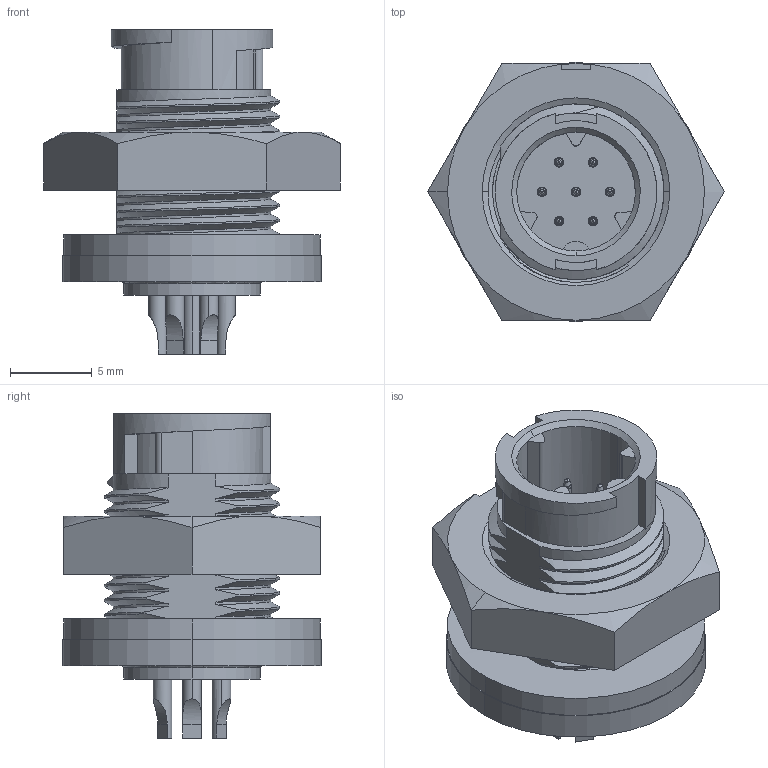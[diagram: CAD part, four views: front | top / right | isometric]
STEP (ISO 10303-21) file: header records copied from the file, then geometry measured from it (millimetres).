
FILE_DESCRIPTION (( 'STEP AP203' ), '1' );
FILE_NAME ('17982-7PG-300.STEP', '2014-05-28T16:30:21', ( '' ), ( '' ), 'SwSTEP 2.0', 'SolidWorks 2014', '' );
FILE_SCHEMA (( 'CONFIG_CONTROL_DESIGN' ));
Length unit declared in the file: inch
Products named in the file (1): 17982-7PG-300
Bounding box: 18.18 x 15.88 x 19.89 mm (x, y, z)
Volume: 1700.2 mm3; surface area: 2105.8 mm2
Topology: 2 solids, 2 shells, 277 faces, 744 edges, 491 vertices
Faces by surface type: cylinder 103, bspline 80, plane 67, cone 27
Entity records: 21276 total; most frequent: CARTESIAN_POINT 15093, ORIENTED_EDGE 1488, DIRECTION 1008, EDGE_CURVE 744, VERTEX_POINT 491, AXIS2_PLACEMENT_3D 383, EDGE_LOOP 299, FACE_OUTER_BOUND 277
